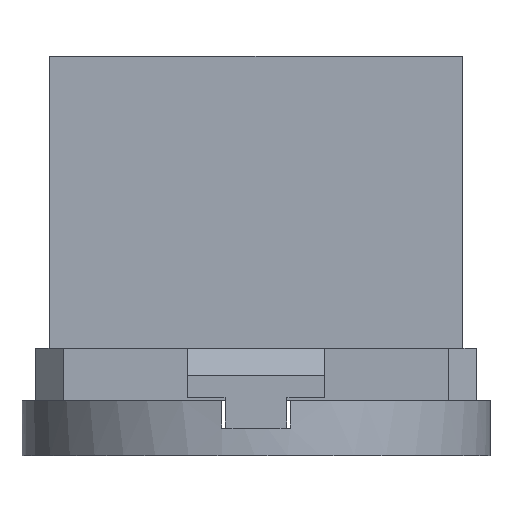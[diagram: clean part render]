
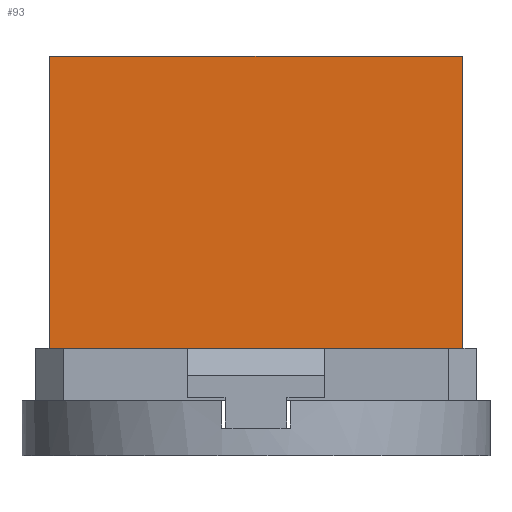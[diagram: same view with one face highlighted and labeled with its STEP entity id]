
A CAD part, left-side view. The second image highlights one B-rep face of the part: STEP entity #93.
In plain terms, the highlighted planar face has unit normal (-1, 0, 0).
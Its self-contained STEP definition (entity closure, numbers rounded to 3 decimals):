
#93=ADVANCED_FACE('',(#172),#1285,.T.);
#172=FACE_OUTER_BOUND('',#251,.T.);
#251=EDGE_LOOP('',(#377,#378,#379,#380));
#377=ORIENTED_EDGE('',*,*,#749,.F.);
#378=ORIENTED_EDGE('',*,*,#753,.F.);
#379=ORIENTED_EDGE('',*,*,#756,.F.);
#380=ORIENTED_EDGE('',*,*,#760,.F.);
#749=EDGE_CURVE('',#1147,#1148,#1018,.T.);
#753=EDGE_CURVE('',#1151,#1147,#1022,.T.);
#756=EDGE_CURVE('',#1153,#1151,#1025,.T.);
#760=EDGE_CURVE('',#1148,#1153,#1029,.T.);
#1018=B_SPLINE_CURVE_WITH_KNOTS('',1,(#2189,#2190),.UNSPECIFIED.,.F.,.F.,
(2,2),(0.,30.),.UNSPECIFIED.);
#1022=B_SPLINE_CURVE_WITH_KNOTS('',1,(#2197,#2198),.UNSPECIFIED.,.F.,.F.,
(2,2),(0.,25.),.UNSPECIFIED.);
#1025=B_SPLINE_CURVE_WITH_KNOTS('',1,(#2203,#2204),.UNSPECIFIED.,.F.,.F.,
(2,2),(0.,30.),.UNSPECIFIED.);
#1029=B_SPLINE_CURVE_WITH_KNOTS('',1,(#2211,#2212),.UNSPECIFIED.,.F.,.F.,
(2,2),(0.,25.),.UNSPECIFIED.);
#1147=VERTEX_POINT('',#2181);
#1148=VERTEX_POINT('',#2182);
#1151=VERTEX_POINT('',#2185);
#1153=VERTEX_POINT('',#2187);
#1285=PLANE('',#1356);
#1356=AXIS2_PLACEMENT_3D('',#2180,#1408,$);
#1408=DIRECTION('',(-1.,0.,0.));
#2180=CARTESIAN_POINT('',(-1.509,-18.043,31.672));
#2181=CARTESIAN_POINT('',(-1.506,15.077,29.052));
#2182=CARTESIAN_POINT('',(-1.509,-14.923,29.052));
#2185=CARTESIAN_POINT('',(-1.506,15.077,4.052));
#2187=CARTESIAN_POINT('',(-1.509,-14.923,4.052));
#2189=CARTESIAN_POINT('',(-1.506,15.077,29.052));
#2190=CARTESIAN_POINT('',(-1.509,-14.923,29.052));
#2197=CARTESIAN_POINT('',(-1.506,15.077,4.052));
#2198=CARTESIAN_POINT('',(-1.506,15.077,29.052));
#2203=CARTESIAN_POINT('',(-1.509,-14.923,4.052));
#2204=CARTESIAN_POINT('',(-1.506,15.077,4.052));
#2211=CARTESIAN_POINT('',(-1.509,-14.923,29.052));
#2212=CARTESIAN_POINT('',(-1.509,-14.923,4.052));
